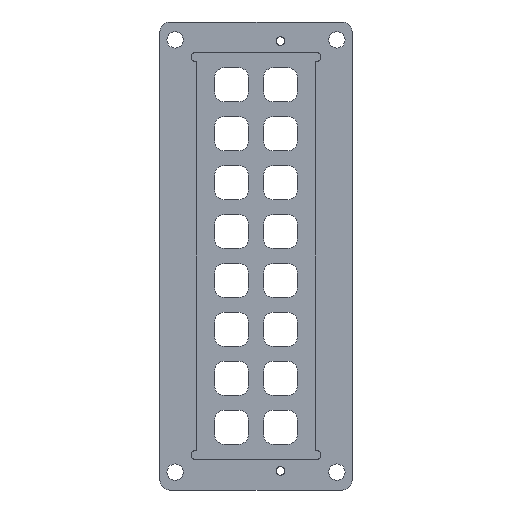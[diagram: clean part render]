
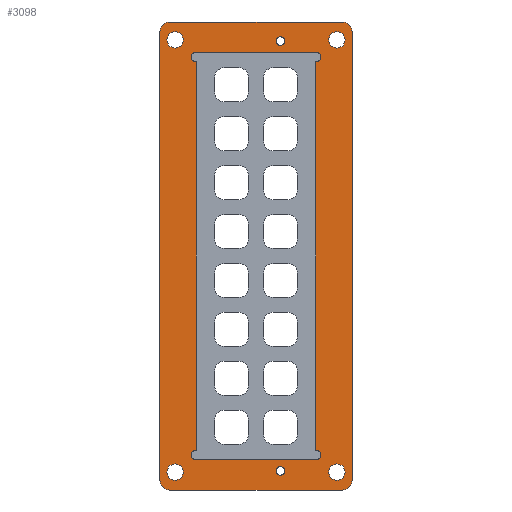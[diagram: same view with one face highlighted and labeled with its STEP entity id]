
A CAD part, front view. The second image highlights one B-rep face of the part: STEP entity #3098.
In plain terms, the highlighted planar face has unit normal (0, -1, 0).
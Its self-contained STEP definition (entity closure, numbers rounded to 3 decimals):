
#31=FACE_BOUND('',#445,.T.);
#32=FACE_BOUND('',#446,.T.);
#33=FACE_BOUND('',#447,.T.);
#34=FACE_BOUND('',#448,.T.);
#35=FACE_BOUND('',#449,.T.);
#36=FACE_BOUND('',#450,.T.);
#37=FACE_BOUND('',#451,.T.);
#129=PLANE('',#3407);
#275=FACE_OUTER_BOUND('',#444,.T.);
#444=EDGE_LOOP('',(#2672,#2673,#2674,#2675,#2676,#2677,#2678,#2679));
#445=EDGE_LOOP('',(#2680));
#446=EDGE_LOOP('',(#2681));
#447=EDGE_LOOP('',(#2682,#2683,#2684,#2685,#2686,#2687,#2688,#2689));
#448=EDGE_LOOP('',(#2690));
#449=EDGE_LOOP('',(#2691));
#450=EDGE_LOOP('',(#2692));
#451=EDGE_LOOP('',(#2693));
#488=LINE('',#4364,#782);
#493=LINE('',#4378,#787);
#497=LINE('',#4390,#791);
#501=LINE('',#4402,#795);
#762=LINE('',#5189,#1056);
#763=LINE('',#5193,#1057);
#764=LINE('',#5197,#1058);
#765=LINE('',#5200,#1059);
#782=VECTOR('',#3452,10.);
#787=VECTOR('',#3465,10.);
#791=VECTOR('',#3477,10.);
#795=VECTOR('',#3489,10.);
#1056=VECTOR('',#4278,10.);
#1057=VECTOR('',#4281,10.);
#1058=VECTOR('',#4284,10.);
#1059=VECTOR('',#4287,10.);
#1075=CIRCLE('',#3127,0.8);
#1077=CIRCLE('',#3130,0.8);
#1078=CIRCLE('',#3133,0.9);
#1080=CIRCLE('',#3137,0.9);
#1082=CIRCLE('',#3141,0.9);
#1084=CIRCLE('',#3145,0.9);
#1215=CIRCLE('',#3406,1.8);
#1216=CIRCLE('',#3408,1.8);
#1217=CIRCLE('',#3409,1.8);
#1218=CIRCLE('',#3410,1.8);
#1219=CIRCLE('',#3411,1.5);
#1220=CIRCLE('',#3412,1.5);
#1221=CIRCLE('',#3413,1.5);
#1222=CIRCLE('',#3414,1.5);
#1231=VERTEX_POINT('',#4352);
#1233=VERTEX_POINT('',#4358);
#1234=VERTEX_POINT('',#4362);
#1235=VERTEX_POINT('',#4363);
#1238=VERTEX_POINT('',#4371);
#1240=VERTEX_POINT('',#4377);
#1242=VERTEX_POINT('',#4383);
#1244=VERTEX_POINT('',#4389);
#1246=VERTEX_POINT('',#4395);
#1248=VERTEX_POINT('',#4401);
#1508=VERTEX_POINT('',#5182);
#1509=VERTEX_POINT('',#5184);
#1510=VERTEX_POINT('',#5188);
#1511=VERTEX_POINT('',#5190);
#1512=VERTEX_POINT('',#5192);
#1513=VERTEX_POINT('',#5194);
#1514=VERTEX_POINT('',#5196);
#1515=VERTEX_POINT('',#5198);
#1516=VERTEX_POINT('',#5201);
#1517=VERTEX_POINT('',#5203);
#1518=VERTEX_POINT('',#5205);
#1519=VERTEX_POINT('',#5207);
#1532=EDGE_CURVE('',#1231,#1231,#1075,.T.);
#1535=EDGE_CURVE('',#1233,#1233,#1077,.T.);
#1536=EDGE_CURVE('',#1234,#1235,#488,.T.);
#1540=EDGE_CURVE('',#1238,#1234,#1078,.T.);
#1543=EDGE_CURVE('',#1240,#1238,#493,.T.);
#1546=EDGE_CURVE('',#1242,#1240,#1080,.T.);
#1549=EDGE_CURVE('',#1244,#1242,#497,.T.);
#1552=EDGE_CURVE('',#1246,#1244,#1082,.T.);
#1555=EDGE_CURVE('',#1248,#1246,#501,.T.);
#1558=EDGE_CURVE('',#1235,#1248,#1084,.T.);
#1946=EDGE_CURVE('',#1508,#1509,#1215,.T.);
#1948=EDGE_CURVE('',#1508,#1510,#762,.T.);
#1949=EDGE_CURVE('',#1511,#1510,#1216,.T.);
#1950=EDGE_CURVE('',#1511,#1512,#763,.T.);
#1951=EDGE_CURVE('',#1513,#1512,#1217,.T.);
#1952=EDGE_CURVE('',#1513,#1514,#764,.T.);
#1953=EDGE_CURVE('',#1515,#1514,#1218,.T.);
#1954=EDGE_CURVE('',#1515,#1509,#765,.T.);
#1955=EDGE_CURVE('',#1516,#1516,#1219,.F.);
#1956=EDGE_CURVE('',#1517,#1517,#1220,.F.);
#1957=EDGE_CURVE('',#1518,#1518,#1221,.F.);
#1958=EDGE_CURVE('',#1519,#1519,#1222,.F.);
#2672=ORIENTED_EDGE('',*,*,#1946,.F.);
#2673=ORIENTED_EDGE('',*,*,#1948,.T.);
#2674=ORIENTED_EDGE('',*,*,#1949,.F.);
#2675=ORIENTED_EDGE('',*,*,#1950,.T.);
#2676=ORIENTED_EDGE('',*,*,#1951,.F.);
#2677=ORIENTED_EDGE('',*,*,#1952,.T.);
#2678=ORIENTED_EDGE('',*,*,#1953,.F.);
#2679=ORIENTED_EDGE('',*,*,#1954,.T.);
#2680=ORIENTED_EDGE('',*,*,#1532,.T.);
#2681=ORIENTED_EDGE('',*,*,#1535,.T.);
#2682=ORIENTED_EDGE('',*,*,#1536,.T.);
#2683=ORIENTED_EDGE('',*,*,#1558,.T.);
#2684=ORIENTED_EDGE('',*,*,#1555,.T.);
#2685=ORIENTED_EDGE('',*,*,#1552,.T.);
#2686=ORIENTED_EDGE('',*,*,#1549,.T.);
#2687=ORIENTED_EDGE('',*,*,#1546,.T.);
#2688=ORIENTED_EDGE('',*,*,#1543,.T.);
#2689=ORIENTED_EDGE('',*,*,#1540,.T.);
#2690=ORIENTED_EDGE('',*,*,#1955,.F.);
#2691=ORIENTED_EDGE('',*,*,#1956,.F.);
#2692=ORIENTED_EDGE('',*,*,#1957,.F.);
#2693=ORIENTED_EDGE('',*,*,#1958,.F.);
#3098=ADVANCED_FACE('',(#275,#31,#32,#33,#34,#35,#36,#37),#129,.F.);
#3127=AXIS2_PLACEMENT_3D('',#4354,#3441,#3442);
#3130=AXIS2_PLACEMENT_3D('',#4360,#3448,#3449);
#3133=AXIS2_PLACEMENT_3D('',#4372,#3458,#3459);
#3137=AXIS2_PLACEMENT_3D('',#4384,#3470,#3471);
#3141=AXIS2_PLACEMENT_3D('',#4396,#3482,#3483);
#3145=AXIS2_PLACEMENT_3D('',#4407,#3494,#3495);
#3406=AXIS2_PLACEMENT_3D('',#5185,#4273,#4274);
#3407=AXIS2_PLACEMENT_3D('',#5187,#4276,#4277);
#3408=AXIS2_PLACEMENT_3D('',#5191,#4279,#4280);
#3409=AXIS2_PLACEMENT_3D('',#5195,#4282,#4283);
#3410=AXIS2_PLACEMENT_3D('',#5199,#4285,#4286);
#3411=AXIS2_PLACEMENT_3D('',#5202,#4288,#4289);
#3412=AXIS2_PLACEMENT_3D('',#5204,#4290,#4291);
#3413=AXIS2_PLACEMENT_3D('',#5206,#4292,#4293);
#3414=AXIS2_PLACEMENT_3D('',#5208,#4294,#4295);
#3441=DIRECTION('center_axis',(0.,1.,0.));
#3442=DIRECTION('ref_axis',(-1.,0.,0.));
#3448=DIRECTION('center_axis',(0.,1.,0.));
#3449=DIRECTION('ref_axis',(-1.,0.,0.));
#3452=DIRECTION('',(-1.,0.,0.));
#3458=DIRECTION('center_axis',(0.,1.,0.));
#3459=DIRECTION('ref_axis',(0.,0.,-1.));
#3465=DIRECTION('',(0.,0.,-1.));
#3470=DIRECTION('center_axis',(0.,1.,0.));
#3471=DIRECTION('ref_axis',(0.,0.,-1.));
#3477=DIRECTION('',(1.,0.,0.));
#3482=DIRECTION('center_axis',(0.,1.,0.));
#3483=DIRECTION('ref_axis',(0.,0.,1.));
#3489=DIRECTION('',(0.,0.,1.));
#3494=DIRECTION('center_axis',(0.,1.,0.));
#3495=DIRECTION('ref_axis',(0.,0.,1.));
#4273=DIRECTION('center_axis',(0.,1.,0.));
#4274=DIRECTION('ref_axis',(-0.707,0.,-0.707));
#4276=DIRECTION('center_axis',(0.,1.,0.));
#4277=DIRECTION('ref_axis',(1.,0.,0.));
#4278=DIRECTION('',(1.,0.,0.));
#4279=DIRECTION('center_axis',(0.,1.,0.));
#4280=DIRECTION('ref_axis',(0.707,0.,-0.707));
#4281=DIRECTION('',(0.,0.,1.));
#4282=DIRECTION('center_axis',(0.,1.,0.));
#4283=DIRECTION('ref_axis',(0.707,0.,0.707));
#4284=DIRECTION('',(-1.,0.,0.));
#4285=DIRECTION('center_axis',(0.,1.,0.));
#4286=DIRECTION('ref_axis',(-0.707,0.,0.707));
#4287=DIRECTION('',(0.,0.,-1.));
#4288=DIRECTION('center_axis',(0.,1.,0.));
#4289=DIRECTION('ref_axis',(1.,0.,0.));
#4290=DIRECTION('center_axis',(0.,1.,0.));
#4291=DIRECTION('ref_axis',(1.,0.,0.));
#4292=DIRECTION('center_axis',(0.,1.,0.));
#4293=DIRECTION('ref_axis',(1.,0.,0.));
#4294=DIRECTION('center_axis',(0.,1.,0.));
#4295=DIRECTION('ref_axis',(1.,0.,0.));
#4352=CARTESIAN_POINT('',(5.3,15.,-39.515));
#4354=CARTESIAN_POINT('Origin',(4.5,15.,-39.515));
#4358=CARTESIAN_POINT('',(5.3,15.,39.515));
#4360=CARTESIAN_POINT('Origin',(4.5,15.,39.515));
#4362=CARTESIAN_POINT('',(11.,15.,-37.5));
#4363=CARTESIAN_POINT('',(-11.,15.,-37.5));
#4364=CARTESIAN_POINT('',(5.5,15.,-37.5));
#4371=CARTESIAN_POINT('',(11.,15.,-35.7));
#4372=CARTESIAN_POINT('Origin',(11.,15.,-36.6));
#4377=CARTESIAN_POINT('',(11.,15.,35.7));
#4378=CARTESIAN_POINT('',(11.,15.,17.85));
#4383=CARTESIAN_POINT('',(11.,15.,37.5));
#4384=CARTESIAN_POINT('Origin',(11.,15.,36.6));
#4389=CARTESIAN_POINT('',(-11.,15.,37.5));
#4390=CARTESIAN_POINT('',(-5.5,15.,37.5));
#4395=CARTESIAN_POINT('',(-11.,15.,35.7));
#4396=CARTESIAN_POINT('Origin',(-11.,15.,36.6));
#4401=CARTESIAN_POINT('',(-11.,15.,-35.7));
#4402=CARTESIAN_POINT('',(-11.,15.,-17.85));
#4407=CARTESIAN_POINT('Origin',(-11.,15.,-36.6));
#5182=CARTESIAN_POINT('',(-15.855,15.,-43.03));
#5184=CARTESIAN_POINT('',(-17.655,15.,-41.23));
#5185=CARTESIAN_POINT('Origin',(-15.855,15.,-41.23));
#5187=CARTESIAN_POINT('Origin',(0.,15.,0.));
#5188=CARTESIAN_POINT('',(15.855,15.,-43.03));
#5189=CARTESIAN_POINT('',(-17.655,15.,-43.03));
#5190=CARTESIAN_POINT('',(17.655,15.,-41.23));
#5191=CARTESIAN_POINT('Origin',(15.855,15.,-41.23));
#5192=CARTESIAN_POINT('',(17.655,15.,41.23));
#5193=CARTESIAN_POINT('',(17.655,15.,-43.03));
#5194=CARTESIAN_POINT('',(15.855,15.,43.03));
#5195=CARTESIAN_POINT('Origin',(15.855,15.,41.23));
#5196=CARTESIAN_POINT('',(-15.855,15.,43.03));
#5197=CARTESIAN_POINT('',(17.655,15.,43.03));
#5198=CARTESIAN_POINT('',(-17.655,15.,41.23));
#5199=CARTESIAN_POINT('Origin',(-15.855,15.,41.23));
#5200=CARTESIAN_POINT('',(-17.655,15.,43.03));
#5201=CARTESIAN_POINT('',(-16.38,15.,-39.74));
#5202=CARTESIAN_POINT('Origin',(-14.88,15.,-39.74));
#5203=CARTESIAN_POINT('',(13.38,15.,39.74));
#5204=CARTESIAN_POINT('Origin',(14.88,15.,39.74));
#5205=CARTESIAN_POINT('',(13.38,15.,-39.74));
#5206=CARTESIAN_POINT('Origin',(14.88,15.,-39.74));
#5207=CARTESIAN_POINT('',(-16.38,15.,39.74));
#5208=CARTESIAN_POINT('Origin',(-14.88,15.,39.74));
